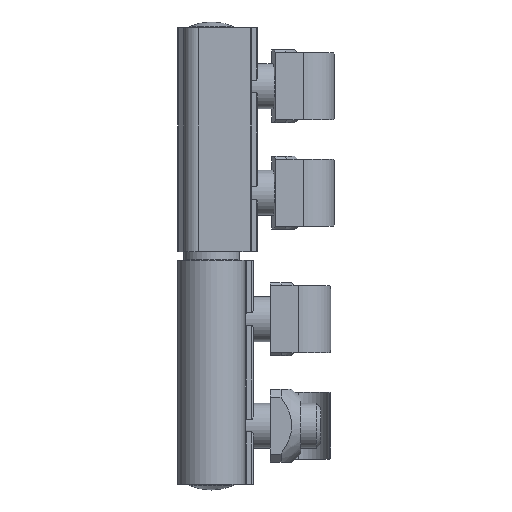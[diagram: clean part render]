
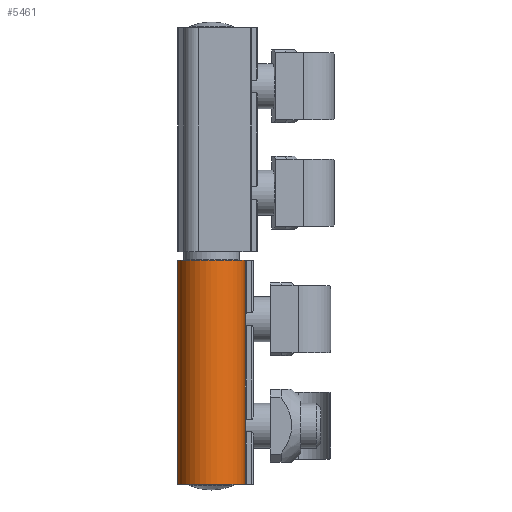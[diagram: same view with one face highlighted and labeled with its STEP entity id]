
A CAD part, left-side view. The second image highlights one B-rep face of the part: STEP entity #5461.
In plain terms, the highlighted cylindrical face has radius 6 mm (diameter 12 mm), a partial arc.
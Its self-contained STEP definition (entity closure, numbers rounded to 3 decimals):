
#579=FACE_OUTER_BOUND('',#891,.T.);
#891=EDGE_LOOP('',(#4352,#4353,#4354,#4355));
#1278=LINE('',#9005,#1792);
#1314=LINE('',#9103,#1828);
#1792=VECTOR('',#6986,10.);
#1828=VECTOR('',#7106,10.);
#2189=CIRCLE('',#6011,6.);
#2216=CIRCLE('',#6069,6.);
#2555=VERTEX_POINT('',#8954);
#2556=VERTEX_POINT('',#8956);
#2577=VERTEX_POINT('',#9001);
#2598=VERTEX_POINT('',#9101);
#3152=EDGE_CURVE('',#2556,#2555,#2189,.T.);
#3177=EDGE_CURVE('',#2577,#2556,#1278,.T.);
#3226=EDGE_CURVE('',#2555,#2598,#1314,.T.);
#3227=EDGE_CURVE('',#2598,#2577,#2216,.T.);
#4352=ORIENTED_EDGE('',*,*,#3227,.T.);
#4353=ORIENTED_EDGE('',*,*,#3177,.T.);
#4354=ORIENTED_EDGE('',*,*,#3152,.T.);
#4355=ORIENTED_EDGE('',*,*,#3226,.T.);
#5331=CYLINDRICAL_SURFACE('',#6068,6.);
#5461=ADVANCED_FACE('',(#579),#5331,.T.);
#6011=AXIS2_PLACEMENT_3D('',#8957,#6945,#6946);
#6068=AXIS2_PLACEMENT_3D('',#9104,#7107,#7108);
#6069=AXIS2_PLACEMENT_3D('',#9105,#7109,#7110);
#6945=DIRECTION('center_axis',(0.,0.,1.));
#6946=DIRECTION('ref_axis',(0.,-1.,0.));
#6986=DIRECTION('',(0.,0.,-1.));
#7106=DIRECTION('',(0.,0.,1.));
#7107=DIRECTION('center_axis',(0.,0.,1.));
#7108=DIRECTION('ref_axis',(0.,-1.,0.));
#7109=DIRECTION('center_axis',(0.,0.,-1.));
#7110=DIRECTION('ref_axis',(0.,-1.,0.));
#8954=CARTESIAN_POINT('',(-11.,-1.5,-20.));
#8956=CARTESIAN_POINT('',(-11.,10.5,-20.));
#8957=CARTESIAN_POINT('Origin',(-11.,4.5,-20.));
#9001=CARTESIAN_POINT('',(-11.,10.5,20.));
#9005=CARTESIAN_POINT('',(-11.,10.5,0.));
#9101=CARTESIAN_POINT('',(-11.,-1.5,20.));
#9103=CARTESIAN_POINT('',(-11.,-1.5,0.));
#9104=CARTESIAN_POINT('Origin',(-11.,4.5,0.));
#9105=CARTESIAN_POINT('Origin',(-11.,4.5,20.));
